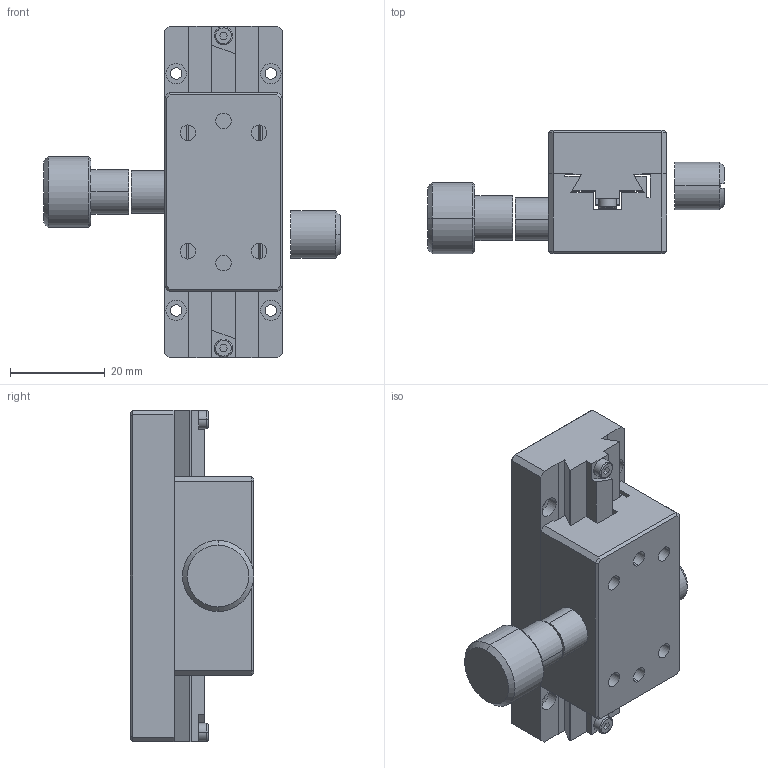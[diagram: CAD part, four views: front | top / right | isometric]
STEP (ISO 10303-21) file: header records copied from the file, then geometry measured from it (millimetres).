
FILE_DESCRIPTION (( 'STEP AP203' ), '1' );
FILE_NAME ('SPYC25-L70.STEP', '2020-07-13T06:27:22', ( 'User' ), ( 'Microsoft' ), 'SwSTEP 2.0', 'SolidWorks 2018', '' );
FILE_SCHEMA (( 'CONFIG_CONTROL_DESIGN' ));
Length unit declared in the file: millimetre
Products named in the file (2): SPYC25-L70
Bounding box: 62.7 x 26 x 70 mm (x, y, z)
Surface area: 13127.7 mm2 (no closed solid volume)
Topology: 0 solids, 4 shells, 276 faces, 877 edges, 598 vertices
Faces by surface type: plane 170, bspline 56, cylinder 44, cone 6
Entity records: 14539 total; most frequent: CARTESIAN_POINT 7171, ORIENTED_EDGE 1508, DIRECTION 1241, EDGE_CURVE 877, VERTEX_POINT 598, VECTOR 581, LINE 581, AXIS2_PLACEMENT_3D 330
